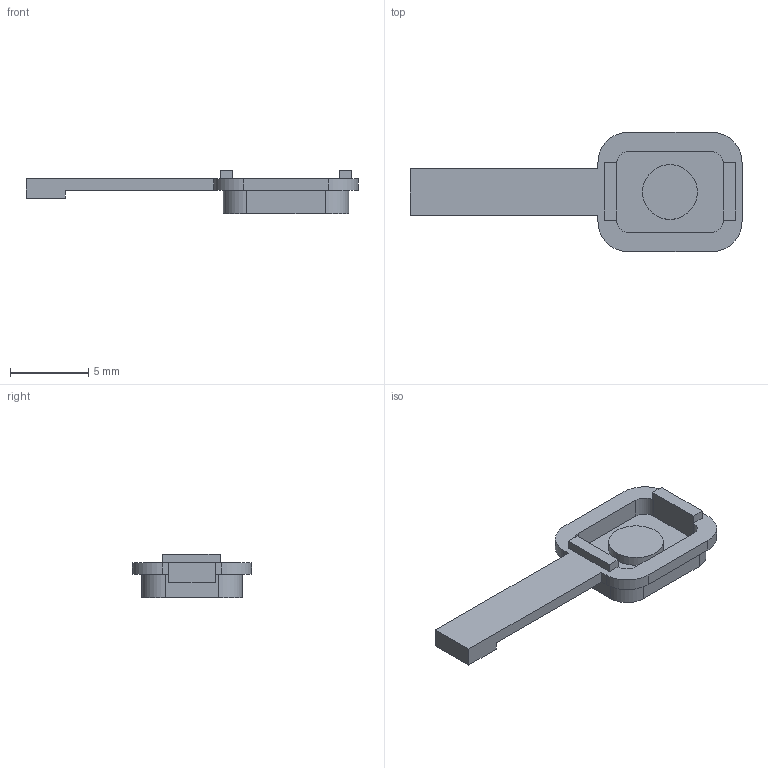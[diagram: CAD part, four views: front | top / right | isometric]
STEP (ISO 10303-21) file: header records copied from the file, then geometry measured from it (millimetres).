
FILE_DESCRIPTION (( 'STEP AP203' ), '1' );
FILE_NAME ('power_btn.STEP', '2025-10-21T21:42:51', ( '' ), ( '' ), 'SwSTEP 2.0', 'SolidWorks 2014', '' );
FILE_SCHEMA (( 'CONFIG_CONTROL_DESIGN' ));
Length unit declared in the file: millimetre
Products named in the file (1): power_btn
Bounding box: 21.2 x 7.6 x 2.8 mm (x, y, z)
Volume: 118.2 mm3; surface area: 344.9 mm2
Topology: 1 solids, 1 shells, 64 faces, 169 edges, 112 vertices
Faces by surface type: plane 37, cylinder 27
Entity records: 2068 total; most frequent: DIRECTION 353, CARTESIAN_POINT 346, ORIENTED_EDGE 338, EDGE_CURVE 169, AXIS2_PLACEMENT_3D 119, LINE 115, VECTOR 115, VERTEX_POINT 112
